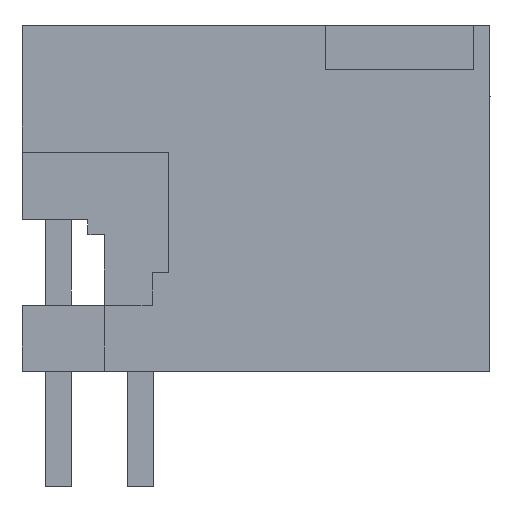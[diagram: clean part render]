
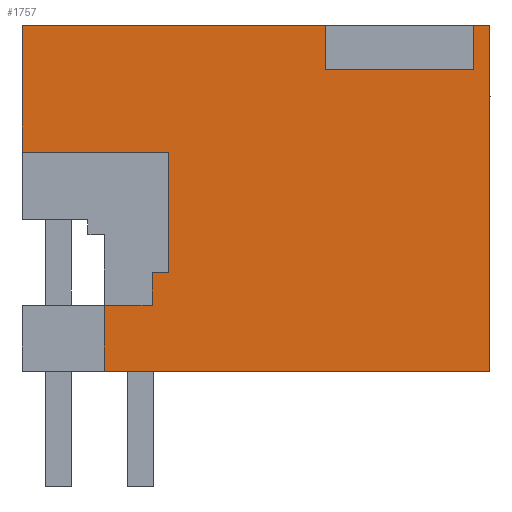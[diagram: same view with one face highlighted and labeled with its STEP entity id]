
A CAD part, left-side view. The second image highlights one B-rep face of the part: STEP entity #1757.
In plain terms, the highlighted planar face has unit normal (-1, 0, 0).
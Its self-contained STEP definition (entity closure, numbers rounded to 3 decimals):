
#1664=AXIS2_PLACEMENT_3D('Plane Axis2P3D',#1661,#1662,#1663) ;
#102=CARTESIAN_POINT('Vertex',(0.,11.7,5.5)) ;
#105=CARTESIAN_POINT('Line Origine',(0.,10.975,5.5)) ;
#109=CARTESIAN_POINT('Vertex',(0.,10.25,5.5)) ;
#1355=CARTESIAN_POINT('Vertex',(0.,0.,3.5)) ;
#1358=CARTESIAN_POINT('Line Origine',(0.,5.85,3.5)) ;
#1362=CARTESIAN_POINT('Vertex',(0.,11.7,3.5)) ;
#1630=CARTESIAN_POINT('Line Origine',(0.,11.7,4.5)) ;
#1661=CARTESIAN_POINT('Axis2P3D Location',(0.,14.2,0.)) ;
#1666=CARTESIAN_POINT('Line Origine',(0.,0.,8.75)) ;
#1670=CARTESIAN_POINT('Vertex',(0.,0.,14.)) ;
#1673=CARTESIAN_POINT('Line Origine',(0.,0.25,14.)) ;
#1677=CARTESIAN_POINT('Vertex',(0.,0.5,14.)) ;
#1680=CARTESIAN_POINT('Line Origine',(0.,0.5,13.325)) ;
#1684=CARTESIAN_POINT('Vertex',(0.,0.5,12.65)) ;
#1687=CARTESIAN_POINT('Line Origine',(0.,2.75,12.65)) ;
#1691=CARTESIAN_POINT('Vertex',(0.,5.,12.65)) ;
#1694=CARTESIAN_POINT('Line Origine',(0.,5.,13.325)) ;
#1698=CARTESIAN_POINT('Vertex',(0.,5.,14.)) ;
#1701=CARTESIAN_POINT('Line Origine',(0.,9.6,14.)) ;
#1705=CARTESIAN_POINT('Vertex',(0.,14.2,14.)) ;
#1708=CARTESIAN_POINT('Line Origine',(0.,14.2,12.075)) ;
#1712=CARTESIAN_POINT('Vertex',(0.,14.2,10.15)) ;
#1715=CARTESIAN_POINT('Line Origine',(0.,11.975,10.15)) ;
#1719=CARTESIAN_POINT('Vertex',(0.,9.75,10.15)) ;
#1722=CARTESIAN_POINT('Line Origine',(0.,9.75,8.325)) ;
#1726=CARTESIAN_POINT('Vertex',(0.,9.75,6.5)) ;
#1729=CARTESIAN_POINT('Line Origine',(0.,10.,6.5)) ;
#1733=CARTESIAN_POINT('Vertex',(0.,10.25,6.5)) ;
#1736=CARTESIAN_POINT('Line Origine',(0.,10.25,6.)) ;
#106=DIRECTION('Vector Direction',(0.,1.,0.)) ;
#1359=DIRECTION('Vector Direction',(0.,-1.,0.)) ;
#1631=DIRECTION('Vector Direction',(0.,0.,1.)) ;
#1662=DIRECTION('Axis2P3D Direction',(-1.,0.,0.)) ;
#1663=DIRECTION('Axis2P3D XDirection',(0.,-1.,0.)) ;
#1667=DIRECTION('Vector Direction',(0.,0.,1.)) ;
#1674=DIRECTION('Vector Direction',(0.,-1.,0.)) ;
#1681=DIRECTION('Vector Direction',(0.,0.,-1.)) ;
#1688=DIRECTION('Vector Direction',(0.,1.,0.)) ;
#1695=DIRECTION('Vector Direction',(0.,0.,-1.)) ;
#1702=DIRECTION('Vector Direction',(0.,-1.,0.)) ;
#1709=DIRECTION('Vector Direction',(0.,0.,1.)) ;
#1716=DIRECTION('Vector Direction',(0.,-1.,0.)) ;
#1723=DIRECTION('Vector Direction',(0.,0.,1.)) ;
#1730=DIRECTION('Vector Direction',(0.,-1.,0.)) ;
#1737=DIRECTION('Vector Direction',(0.,0.,1.)) ;
#107=VECTOR('Line Direction',#106,1.) ;
#1360=VECTOR('Line Direction',#1359,1.) ;
#1632=VECTOR('Line Direction',#1631,1.) ;
#1668=VECTOR('Line Direction',#1667,1.) ;
#1675=VECTOR('Line Direction',#1674,1.) ;
#1682=VECTOR('Line Direction',#1681,1.) ;
#1689=VECTOR('Line Direction',#1688,1.) ;
#1696=VECTOR('Line Direction',#1695,1.) ;
#1703=VECTOR('Line Direction',#1702,1.) ;
#1710=VECTOR('Line Direction',#1709,1.) ;
#1717=VECTOR('Line Direction',#1716,1.) ;
#1724=VECTOR('Line Direction',#1723,1.) ;
#1731=VECTOR('Line Direction',#1730,1.) ;
#1738=VECTOR('Line Direction',#1737,1.) ;
#1742=ORIENTED_EDGE('',*,*,#1364,.T.) ;
#1743=ORIENTED_EDGE('',*,*,#1672,.T.) ;
#1744=ORIENTED_EDGE('',*,*,#1679,.T.) ;
#1745=ORIENTED_EDGE('',*,*,#1686,.T.) ;
#1746=ORIENTED_EDGE('',*,*,#1693,.T.) ;
#1747=ORIENTED_EDGE('',*,*,#1700,.T.) ;
#1748=ORIENTED_EDGE('',*,*,#1707,.T.) ;
#1749=ORIENTED_EDGE('',*,*,#1714,.T.) ;
#1750=ORIENTED_EDGE('',*,*,#1721,.T.) ;
#1751=ORIENTED_EDGE('',*,*,#1728,.T.) ;
#1752=ORIENTED_EDGE('',*,*,#1735,.T.) ;
#1753=ORIENTED_EDGE('',*,*,#1740,.T.) ;
#1754=ORIENTED_EDGE('',*,*,#111,.T.) ;
#1755=ORIENTED_EDGE('',*,*,#1634,.T.) ;
#1757=ADVANCED_FACE('HOUSING',(#1756),#1665,.T.) ;
#111=EDGE_CURVE('',#110,#103,#108,.T.) ;
#1364=EDGE_CURVE('',#1363,#1356,#1361,.T.) ;
#1634=EDGE_CURVE('',#103,#1363,#1633,.F.) ;
#1672=EDGE_CURVE('',#1356,#1671,#1669,.T.) ;
#1679=EDGE_CURVE('',#1671,#1678,#1676,.F.) ;
#1686=EDGE_CURVE('',#1678,#1685,#1683,.T.) ;
#1693=EDGE_CURVE('',#1685,#1692,#1690,.T.) ;
#1700=EDGE_CURVE('',#1692,#1699,#1697,.F.) ;
#1707=EDGE_CURVE('',#1699,#1706,#1704,.F.) ;
#1714=EDGE_CURVE('',#1706,#1713,#1711,.F.) ;
#1721=EDGE_CURVE('',#1713,#1720,#1718,.T.) ;
#1728=EDGE_CURVE('',#1720,#1727,#1725,.F.) ;
#1735=EDGE_CURVE('',#1727,#1734,#1732,.F.) ;
#1740=EDGE_CURVE('',#1734,#110,#1739,.F.) ;
#1741=EDGE_LOOP('',(#1742,#1743,#1744,#1745,#1746,#1747,#1748,#1749,#1750,#1751,#1752,#1753,#1754,#1755)) ;
#1756=FACE_OUTER_BOUND('',#1741,.T.) ;
#108=LINE('Line',#105,#107) ;
#1361=LINE('Line',#1358,#1360) ;
#1633=LINE('Line',#1630,#1632) ;
#1669=LINE('Line',#1666,#1668) ;
#1676=LINE('Line',#1673,#1675) ;
#1683=LINE('Line',#1680,#1682) ;
#1690=LINE('Line',#1687,#1689) ;
#1697=LINE('Line',#1694,#1696) ;
#1704=LINE('Line',#1701,#1703) ;
#1711=LINE('Line',#1708,#1710) ;
#1718=LINE('Line',#1715,#1717) ;
#1725=LINE('Line',#1722,#1724) ;
#1732=LINE('Line',#1729,#1731) ;
#1739=LINE('Line',#1736,#1738) ;
#1665=PLANE('',#1664) ;
#103=VERTEX_POINT('',#102) ;
#110=VERTEX_POINT('',#109) ;
#1356=VERTEX_POINT('',#1355) ;
#1363=VERTEX_POINT('',#1362) ;
#1671=VERTEX_POINT('',#1670) ;
#1678=VERTEX_POINT('',#1677) ;
#1685=VERTEX_POINT('',#1684) ;
#1692=VERTEX_POINT('',#1691) ;
#1699=VERTEX_POINT('',#1698) ;
#1706=VERTEX_POINT('',#1705) ;
#1713=VERTEX_POINT('',#1712) ;
#1720=VERTEX_POINT('',#1719) ;
#1727=VERTEX_POINT('',#1726) ;
#1734=VERTEX_POINT('',#1733) ;
